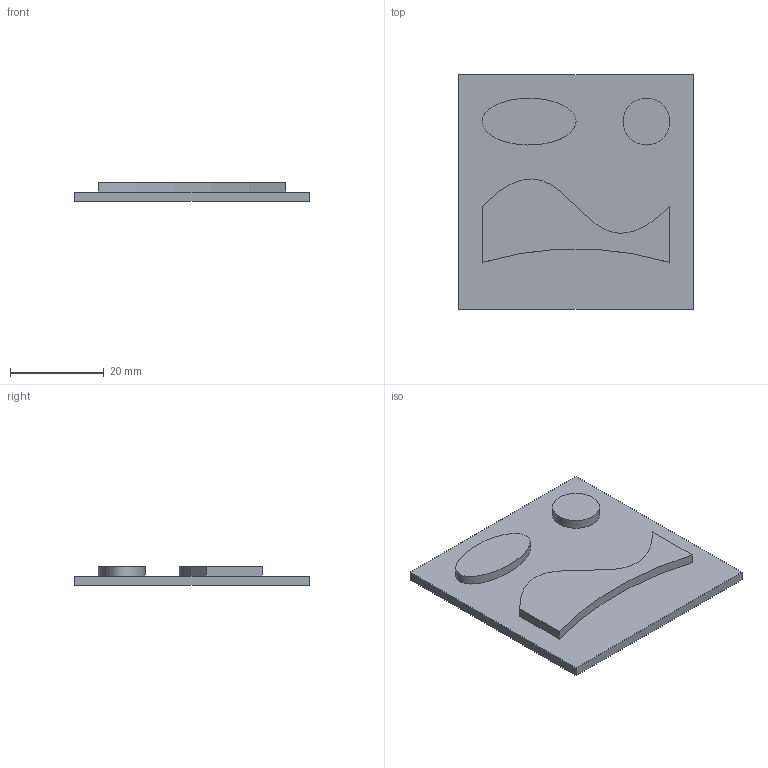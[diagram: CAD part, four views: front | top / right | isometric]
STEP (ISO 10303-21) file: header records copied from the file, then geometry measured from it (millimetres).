
FILE_DESCRIPTION(('FreeCAD Model'),'2;1');
FILE_NAME('curve_test.step', '2020-01-26T20:30:07',('Author'),(''), 'Open CASCADE STEP processor 7.4','FreeCAD','Unknown');
FILE_SCHEMA(('AUTOMOTIVE_DESIGN { 1 0 10303 214 1 1 1 1 }'));
Length unit declared in the file: millimetre
Products named in the file (1): Pad
Bounding box: 50 x 50 x 4 mm (x, y, z)
Volume: 6275 mm3; surface area: 5783.7 mm2
Topology: 1 solids, 1 shells, 15 faces, 30 edges, 20 vertices
Faces by surface type: plane 11, cylinder 2, extrusion 2
Full cylindrical faces by diameter (mm): 10 x1
Entity records: 811 total; most frequent: CARTESIAN_POINT 141, DIRECTION 124, VECTOR 76, LINE 74, ORIENTED_EDGE 60, PCURVE 60, DEFINITIONAL_REPRESENTATION 60, EDGE_CURVE 30
